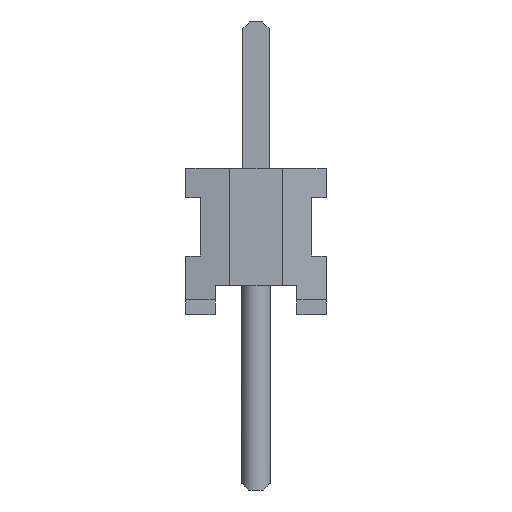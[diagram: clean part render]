
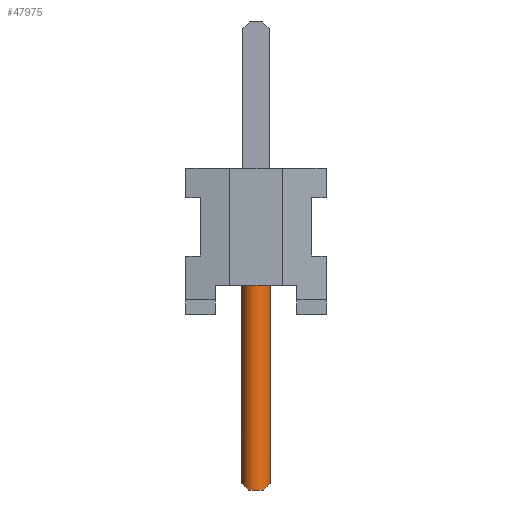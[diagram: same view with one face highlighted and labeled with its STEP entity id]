
A CAD part, left-side view. The second image highlights one B-rep face of the part: STEP entity #47975.
In plain terms, the highlighted cylindrical face has radius 0.254 mm (diameter 0.508 mm), a full revolution.
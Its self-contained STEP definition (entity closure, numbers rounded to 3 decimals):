
#45677 = EDGE_CURVE('',#45678,#45680,#45682,.T.);
#45678 = VERTEX_POINT('',#45679);
#45679 = CARTESIAN_POINT('',(-23.114,0.,1.27));
#45680 = VERTEX_POINT('',#45681);
#45681 = CARTESIAN_POINT('',(-23.08,0.127,1.27));
#45682 = CIRCLE('',#45683,0.254);
#45683 = AXIS2_PLACEMENT_3D('',#45684,#45685,#45686);
#45684 = CARTESIAN_POINT('',(-22.86,0.,1.27));
#45685 = DIRECTION('',(0.,0.,1.));
#45686 = DIRECTION('',(1.,0.,0.));
#45688 = EDGE_CURVE('',#45680,#45678,#45689,.T.);
#45689 = CIRCLE('',#45690,0.254);
#45690 = AXIS2_PLACEMENT_3D('',#45691,#45692,#45693);
#45691 = CARTESIAN_POINT('',(-22.86,0.,1.27));
#45692 = DIRECTION('',(0.,0.,1.));
#45693 = DIRECTION('',(1.,0.,0.));
#47975 = ADVANCED_FACE('',(#47976),#48022,.T.);
#47976 = FACE_BOUND('',#47977,.T.);
#47977 = EDGE_LOOP('',(#47978,#47979,#47986,#47995,#48004,#48013,#48020,
    #48021));
#47978 = ORIENTED_EDGE('',*,*,#45688,.F.);
#47979 = ORIENTED_EDGE('',*,*,#47980,.T.);
#47980 = EDGE_CURVE('',#45680,#47981,#47983,.T.);
#47981 = VERTEX_POINT('',#47982);
#47982 = CARTESIAN_POINT('',(-23.08,0.127,-3.048));
#47983 = B_SPLINE_CURVE_WITH_KNOTS('',1,(#47984,#47985),.UNSPECIFIED.,
  .F.,.F.,(2,2),(0.,4.318),.PIECEWISE_BEZIER_KNOTS.);
#47984 = CARTESIAN_POINT('',(-23.08,0.127,1.27));
#47985 = CARTESIAN_POINT('',(-23.08,0.127,-3.048));
#47986 = ORIENTED_EDGE('',*,*,#47987,.T.);
#47987 = EDGE_CURVE('',#47981,#47988,#47990,.T.);
#47988 = VERTEX_POINT('',#47989);
#47989 = CARTESIAN_POINT('',(-23.08,-0.127,-3.048));
#47990 = CIRCLE('',#47991,0.254);
#47991 = AXIS2_PLACEMENT_3D('',#47992,#47993,#47994);
#47992 = CARTESIAN_POINT('',(-22.86,0.,-3.048));
#47993 = DIRECTION('',(0.,0.,1.));
#47994 = DIRECTION('',(0.,-1.,0.));
#47995 = ORIENTED_EDGE('',*,*,#47996,.T.);
#47996 = EDGE_CURVE('',#47988,#47997,#47999,.T.);
#47997 = VERTEX_POINT('',#47998);
#47998 = CARTESIAN_POINT('',(-22.64,-0.127,-3.048));
#47999 = ELLIPSE('',#48000,0.359,0.254);
#48000 = AXIS2_PLACEMENT_3D('',#48001,#48002,#48003);
#48001 = CARTESIAN_POINT('',(-22.86,0.,-3.175));
#48002 = DIRECTION('',(0.,0.707,0.707));
#48003 = DIRECTION('',(0.,0.707,-0.707));
#48004 = ORIENTED_EDGE('',*,*,#48005,.T.);
#48005 = EDGE_CURVE('',#47997,#48006,#48008,.T.);
#48006 = VERTEX_POINT('',#48007);
#48007 = CARTESIAN_POINT('',(-22.64,0.127,-3.048));
#48008 = CIRCLE('',#48009,0.254);
#48009 = AXIS2_PLACEMENT_3D('',#48010,#48011,#48012);
#48010 = CARTESIAN_POINT('',(-22.86,0.,-3.048));
#48011 = DIRECTION('',(0.,0.,1.));
#48012 = DIRECTION('',(0.,-1.,0.));
#48013 = ORIENTED_EDGE('',*,*,#48014,.T.);
#48014 = EDGE_CURVE('',#48006,#47981,#48015,.T.);
#48015 = ELLIPSE('',#48016,0.359,0.254);
#48016 = AXIS2_PLACEMENT_3D('',#48017,#48018,#48019);
#48017 = CARTESIAN_POINT('',(-22.86,0.,-3.175));
#48018 = DIRECTION('',(0.,-0.707,0.707));
#48019 = DIRECTION('',(0.,-0.707,-0.707));
#48020 = ORIENTED_EDGE('',*,*,#47980,.F.);
#48021 = ORIENTED_EDGE('',*,*,#45677,.F.);
#48022 = CYLINDRICAL_SURFACE('',#48023,0.254);
#48023 = AXIS2_PLACEMENT_3D('',#48024,#48025,#48026);
#48024 = CARTESIAN_POINT('',(-22.86,0.,1.27));
#48025 = DIRECTION('',(0.,0.,-1.));
#48026 = DIRECTION('',(0.,1.,0.));
